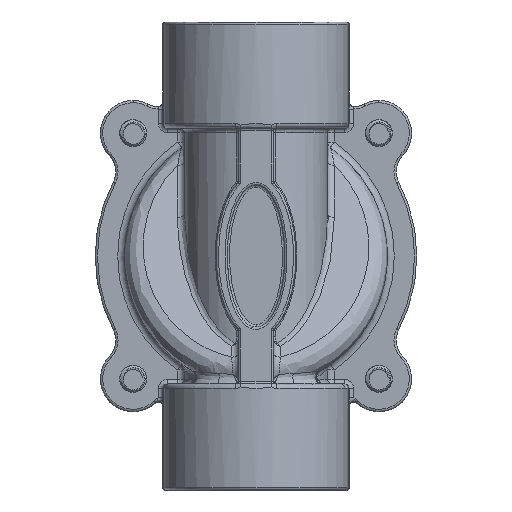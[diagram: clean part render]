
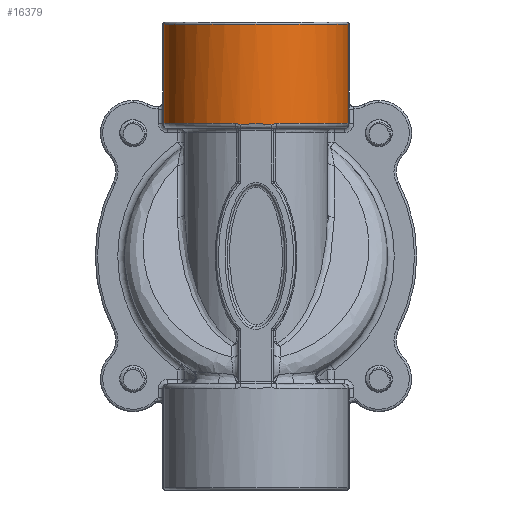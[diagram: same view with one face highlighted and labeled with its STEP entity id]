
A CAD part, front view. The second image highlights one B-rep face of the part: STEP entity #16379.
In plain terms, the highlighted cylindrical face has radius 20 mm (diameter 40 mm), a partial arc.
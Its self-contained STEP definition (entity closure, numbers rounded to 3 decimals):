
#3809 = EDGE_CURVE ( 'NONE', #90220, #58733, #98760, .T. ) ;
#3858 = AXIS2_PLACEMENT_3D ( 'NONE', #21970, #87044, #31349 ) ;
#4077 = EDGE_LOOP ( 'NONE', ( #47602, #99631, #12548, #70946, #39772, #99058, #27711, #78823 ) ) ;
#4889 = CARTESIAN_POINT ( 'NONE',  ( 24.545, -56.324, 70.911 ) ) ;
#7851 = CARTESIAN_POINT ( 'NONE',  ( 23.216, -56.114, 70.84 ) ) ;
#7966 = CARTESIAN_POINT ( 'NONE',  ( 31.395, -55.932, 71.044 ) ) ;
#12136 = CARTESIAN_POINT ( 'NONE',  ( 26.869, -36.451, 70.044 ) ) ;
#12230 = EDGE_CURVE ( 'NONE', #13243, #82172, #99481, .T. ) ;
#12546 = DIRECTION ( 'NONE',  ( 1., 0., 0. ) ) ;
#12548 = ORIENTED_EDGE ( 'NONE', *, *, #92709, .T. ) ;
#12815 = CYLINDRICAL_SURFACE ( 'NONE', #89032, 20. ) ;
#13163 = CARTESIAN_POINT ( 'NONE',  ( 23.395, -56.147, 70.82 ) ) ;
#13243 = VERTEX_POINT ( 'NONE', #41628 ) ;
#14218 = CARTESIAN_POINT ( 'NONE',  ( 26.288, -56.451, 70.959 ) ) ;
#16379 = ADVANCED_FACE ( 'NONE', ( #98754 ), #12815, .T. ) ;
#17191 = CARTESIAN_POINT ( 'NONE',  ( 23.395, -56.147, 70.82 ) ) ;
#17827 = B_SPLINE_CURVE_WITH_KNOTS ( 'NONE', 3,
 ( #62635, #119159, #54090, #119557, #63445, #7851, #72882, #17191 ),
 .UNSPECIFIED., .F., .F.,
 ( 4, 2, 2, 4 ),
 ( 0., 0.001, 0.001, 0.001 ),
 .UNSPECIFIED. ) ;
#21390 = EDGE_CURVE ( 'NONE', #58733, #114529, #82216, .T. ) ;
#21970 = CARTESIAN_POINT ( 'NONE',  ( 26.869, -36.451, 71.044 ) ) ;
#22575 = CARTESIAN_POINT ( 'NONE',  ( 22.343, -55.932, 71.044 ) ) ;
#23548 = CARTESIAN_POINT ( 'NONE',  ( 28.036, -56.425, 70.951 ) ) ;
#24455 = VECTOR ( 'NONE', #68916, 1000. ) ;
#26281 = CARTESIAN_POINT ( 'NONE',  ( 30.434, -56.13, 70.811 ) ) ;
#27711 = ORIENTED_EDGE ( 'NONE', *, *, #3809, .T. ) ;
#28224 = B_SPLINE_CURVE_WITH_KNOTS ( 'NONE', 3,
 ( #60445, #116544, #4889, #69865, #14218, #79204, #23548, #88618, #32910, #98078 ),
 .UNSPECIFIED., .F., .F.,
 ( 4, 2, 2, 2, 4 ),
 ( 0., 0.002, 0.003, 0.005, 0.007 ),
 .UNSPECIFIED. ) ;
#28725 = CARTESIAN_POINT ( 'NONE',  ( 6.869, -36.451, 92.544 ) ) ;
#29382 = DIRECTION ( 'NONE',  ( 0., 0., 1. ) ) ;
#31349 = DIRECTION ( 'NONE',  ( 1., 0., 0. ) ) ;
#32910 = CARTESIAN_POINT ( 'NONE',  ( 29.769, -56.248, 70.88 ) ) ;
#39772 = ORIENTED_EDGE ( 'NONE', *, *, #43402, .T. ) ;
#41628 = CARTESIAN_POINT ( 'NONE',  ( 6.869, -36.451, 71.044 ) ) ;
#41898 = CARTESIAN_POINT ( 'NONE',  ( 26.869, -36.451, 92.544 ) ) ;
#43402 = EDGE_CURVE ( 'NONE', #91502, #115538, #106658, .T. ) ;
#44908 = CARTESIAN_POINT ( 'NONE',  ( 30.343, -56.147, 70.82 ) ) ;
#47130 = DIRECTION ( 'NONE',  ( 0., 0., 1. ) ) ;
#47526 = CARTESIAN_POINT ( 'NONE',  ( 6.869, -36.451, 70.044 ) ) ;
#47602 = ORIENTED_EDGE ( 'NONE', *, *, #53373, .F. ) ;
#50493 = AXIS2_PLACEMENT_3D ( 'NONE', #41898, #107143, #51226 ) ;
#51226 = DIRECTION ( 'NONE',  ( 1., 0., 0. ) ) ;
#53373 = EDGE_CURVE ( 'NONE', #13243, #114529, #91697, .T. ) ;
#54090 = CARTESIAN_POINT ( 'NONE',  ( 22.7, -56.012, 71.015 ) ) ;
#54195 = CARTESIAN_POINT ( 'NONE',  ( 30.779, -56.065, 70.936 ) ) ;
#56305 = EDGE_CURVE ( 'NONE', #115538, #90220, #57036, .T. ) ;
#57036 = CIRCLE ( 'NONE', #3858, 20. ) ;
#58733 = VERTEX_POINT ( 'NONE', #119122 ) ;
#60445 = CARTESIAN_POINT ( 'NONE',  ( 23.395, -56.147, 70.82 ) ) ;
#62635 = CARTESIAN_POINT ( 'NONE',  ( 22.343, -55.932, 71.044 ) ) ;
#63445 = CARTESIAN_POINT ( 'NONE',  ( 23.045, -56.082, 70.903 ) ) ;
#63564 = CARTESIAN_POINT ( 'NONE',  ( 31.215, -55.974, 71.044 ) ) ;
#66888 = VECTOR ( 'NONE', #47130, 1000. ) ;
#68916 = DIRECTION ( 'NONE',  ( 0., 0., 1. ) ) ;
#69188 = CARTESIAN_POINT ( 'NONE',  ( 46.869, -36.451, 70.044 ) ) ;
#69574 = EDGE_CURVE ( 'NONE', #88503, #91502, #28224, .T. ) ;
#69865 = CARTESIAN_POINT ( 'NONE',  ( 25.704, -56.425, 70.951 ) ) ;
#70693 = CARTESIAN_POINT ( 'NONE',  ( 46.869, -36.451, 71.044 ) ) ;
#70946 = ORIENTED_EDGE ( 'NONE', *, *, #69574, .T. ) ;
#72882 = CARTESIAN_POINT ( 'NONE',  ( 23.304, -56.131, 70.811 ) ) ;
#75453 = CARTESIAN_POINT ( 'NONE',  ( 30.343, -56.147, 70.82 ) ) ;
#78823 = ORIENTED_EDGE ( 'NONE', *, *, #21390, .T. ) ;
#79204 = CARTESIAN_POINT ( 'NONE',  ( 27.455, -56.451, 70.959 ) ) ;
#81938 = CARTESIAN_POINT ( 'NONE',  ( 30.523, -56.114, 70.841 ) ) ;
#82172 = VERTEX_POINT ( 'NONE', #22575 ) ;
#82216 = CIRCLE ( 'NONE', #50493, 20. ) ;
#84771 = AXIS2_PLACEMENT_3D ( 'NONE', #85086, #29382, #94511 ) ;
#85086 = CARTESIAN_POINT ( 'NONE',  ( 26.869, -36.451, 71.044 ) ) ;
#87044 = DIRECTION ( 'NONE',  ( 0., 0., 1. ) ) ;
#88503 = VERTEX_POINT ( 'NONE', #13163 ) ;
#88618 = CARTESIAN_POINT ( 'NONE',  ( 29.193, -56.324, 70.911 ) ) ;
#89032 = AXIS2_PLACEMENT_3D ( 'NONE', #12136, #95978, #12546 ) ;
#90220 = VERTEX_POINT ( 'NONE', #70693 ) ;
#91502 = VERTEX_POINT ( 'NONE', #75453 ) ;
#91697 = LINE ( 'NONE', #47526, #66888 ) ;
#92709 = EDGE_CURVE ( 'NONE', #82172, #88503, #17827, .T. ) ;
#94511 = DIRECTION ( 'NONE',  ( 1., 0., 0. ) ) ;
#95978 = DIRECTION ( 'NONE',  ( 0., 0., 1. ) ) ;
#98078 = CARTESIAN_POINT ( 'NONE',  ( 30.343, -56.147, 70.82 ) ) ;
#98754 = FACE_OUTER_BOUND ( 'NONE', #4077, .T. ) ;
#98760 = LINE ( 'NONE', #69188, #24455 ) ;
#99058 = ORIENTED_EDGE ( 'NONE', *, *, #56305, .T. ) ;
#99481 = CIRCLE ( 'NONE', #84771, 20. ) ;
#99631 = ORIENTED_EDGE ( 'NONE', *, *, #12230, .T. ) ;
#106658 = B_SPLINE_CURVE_WITH_KNOTS ( 'NONE', 3,
 ( #44908, #26281, #81938, #110214, #54195, #119675, #63564, #7966 ),
 .UNSPECIFIED., .F., .F.,
 ( 4, 2, 2, 4 ),
 ( 0., 0., 0.001, 0.001 ),
 .UNSPECIFIED. ) ;
#107143 = DIRECTION ( 'NONE',  ( 0., 0., -1. ) ) ;
#110214 = CARTESIAN_POINT ( 'NONE',  ( 30.694, -56.082, 70.903 ) ) ;
#114529 = VERTEX_POINT ( 'NONE', #28725 ) ;
#115538 = VERTEX_POINT ( 'NONE', #118173 ) ;
#116544 = CARTESIAN_POINT ( 'NONE',  ( 23.968, -56.248, 70.88 ) ) ;
#118173 = CARTESIAN_POINT ( 'NONE',  ( 31.395, -55.932, 71.044 ) ) ;
#119122 = CARTESIAN_POINT ( 'NONE',  ( 46.869, -36.451, 92.544 ) ) ;
#119159 = CARTESIAN_POINT ( 'NONE',  ( 22.523, -55.974, 71.044 ) ) ;
#119557 = CARTESIAN_POINT ( 'NONE',  ( 22.96, -56.065, 70.935 ) ) ;
#119675 = CARTESIAN_POINT ( 'NONE',  ( 31.039, -56.012, 71.015 ) ) ;
